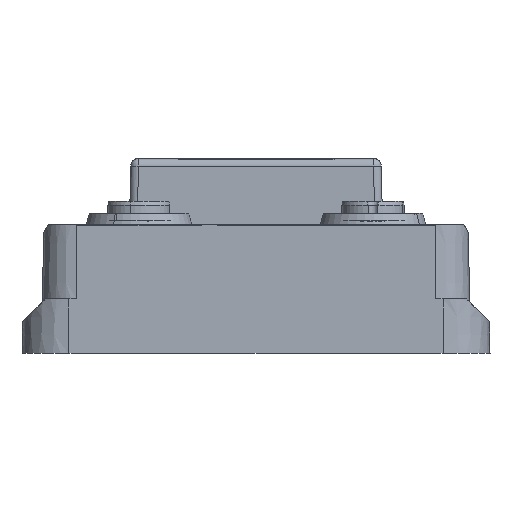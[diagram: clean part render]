
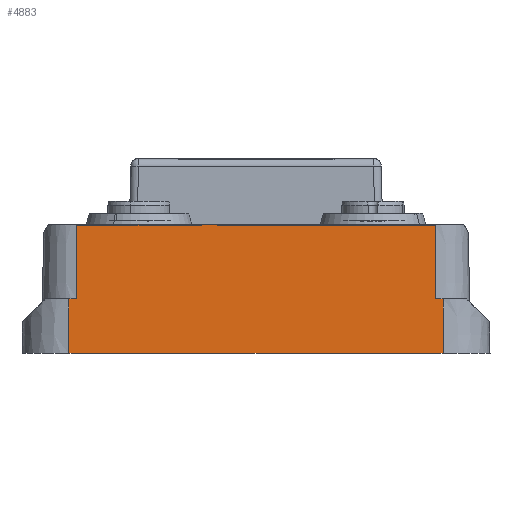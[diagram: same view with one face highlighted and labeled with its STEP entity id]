
A CAD part, front view. The second image highlights one B-rep face of the part: STEP entity #4883.
In plain terms, the highlighted planar face has unit normal (0, -1, 0.018).
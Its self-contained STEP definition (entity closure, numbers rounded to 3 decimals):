
#4815=AXIS2_PLACEMENT_3D('Plane Axis2P3D',#4812,#4813,#4814) ;
#1146=CARTESIAN_POINT('Vertex',(7.,0.288,16.5)) ;
#1149=CARTESIAN_POINT('Line Origine',(30.,0.288,16.5)) ;
#1153=CARTESIAN_POINT('Vertex',(53.,0.288,16.5)) ;
#4775=CARTESIAN_POINT('Line Origine',(53.,0.144,8.25)) ;
#4779=CARTESIAN_POINT('Vertex',(53.,0.122,7.)) ;
#4812=CARTESIAN_POINT('Axis2P3D Location',(60.,0.,0.)) ;
#4817=CARTESIAN_POINT('Line Origine',(30.,0.,0.)) ;
#4821=CARTESIAN_POINT('Vertex',(54.,0.,0.)) ;
#4823=CARTESIAN_POINT('Vertex',(53.,0.,0.)) ;
#4826=CARTESIAN_POINT('Line Origine',(54.,0.061,3.5)) ;
#4830=CARTESIAN_POINT('Vertex',(54.,0.122,7.)) ;
#4833=CARTESIAN_POINT('Line Origine',(30.,0.122,7.)) ;
#4838=CARTESIAN_POINT('Line Origine',(7.,0.061,3.5)) ;
#4842=CARTESIAN_POINT('Vertex',(7.,0.122,7.)) ;
#4845=CARTESIAN_POINT('Line Origine',(30.,0.122,7.)) ;
#4849=CARTESIAN_POINT('Vertex',(6.,0.122,7.)) ;
#4852=CARTESIAN_POINT('Line Origine',(6.,0.061,3.5)) ;
#4856=CARTESIAN_POINT('Vertex',(6.,0.,0.)) ;
#4859=CARTESIAN_POINT('Line Origine',(30.,0.,0.)) ;
#4863=CARTESIAN_POINT('Vertex',(7.,0.,0.)) ;
#4866=CARTESIAN_POINT('Line Origine',(30.,0.,0.)) ;
#1150=DIRECTION('Vector Direction',(1.,0.,0.)) ;
#4776=DIRECTION('Vector Direction',(0.,-0.017,-1.)) ;
#4813=DIRECTION('Axis2P3D Direction',(0.,-1.,0.017)) ;
#4814=DIRECTION('Axis2P3D XDirection',(-1.,0.,0.)) ;
#4818=DIRECTION('Vector Direction',(-1.,0.,0.)) ;
#4827=DIRECTION('Vector Direction',(0.,-0.017,-1.)) ;
#4834=DIRECTION('Vector Direction',(-1.,0.,0.)) ;
#4839=DIRECTION('Vector Direction',(0.,-0.017,-1.)) ;
#4846=DIRECTION('Vector Direction',(-1.,0.,0.)) ;
#4853=DIRECTION('Vector Direction',(0.,-0.017,-1.)) ;
#4860=DIRECTION('Vector Direction',(-1.,0.,0.)) ;
#4867=DIRECTION('Vector Direction',(-1.,0.,0.)) ;
#1151=VECTOR('Line Direction',#1150,1.) ;
#4777=VECTOR('Line Direction',#4776,1.) ;
#4819=VECTOR('Line Direction',#4818,1.) ;
#4828=VECTOR('Line Direction',#4827,1.) ;
#4835=VECTOR('Line Direction',#4834,1.) ;
#4840=VECTOR('Line Direction',#4839,1.) ;
#4847=VECTOR('Line Direction',#4846,1.) ;
#4854=VECTOR('Line Direction',#4853,1.) ;
#4861=VECTOR('Line Direction',#4860,1.) ;
#4868=VECTOR('Line Direction',#4867,1.) ;
#4872=ORIENTED_EDGE('',*,*,#4825,.F.) ;
#4873=ORIENTED_EDGE('',*,*,#4832,.T.) ;
#4874=ORIENTED_EDGE('',*,*,#4837,.F.) ;
#4875=ORIENTED_EDGE('',*,*,#4781,.T.) ;
#4876=ORIENTED_EDGE('',*,*,#1155,.F.) ;
#4877=ORIENTED_EDGE('',*,*,#4844,.F.) ;
#4878=ORIENTED_EDGE('',*,*,#4851,.F.) ;
#4879=ORIENTED_EDGE('',*,*,#4858,.F.) ;
#4880=ORIENTED_EDGE('',*,*,#4865,.F.) ;
#4881=ORIENTED_EDGE('',*,*,#4870,.F.) ;
#4883=ADVANCED_FACE('326747.1\\427559.1\\Gehaeuse',(#4882),#4816,.T.) ;
#1155=EDGE_CURVE('',#1147,#1154,#1152,.T.) ;
#4781=EDGE_CURVE('',#4780,#1154,#4778,.F.) ;
#4825=EDGE_CURVE('',#4822,#4824,#4820,.T.) ;
#4832=EDGE_CURVE('',#4822,#4831,#4829,.F.) ;
#4837=EDGE_CURVE('',#4780,#4831,#4836,.F.) ;
#4844=EDGE_CURVE('',#4843,#1147,#4841,.F.) ;
#4851=EDGE_CURVE('',#4850,#4843,#4848,.F.) ;
#4858=EDGE_CURVE('',#4857,#4850,#4855,.F.) ;
#4865=EDGE_CURVE('',#4864,#4857,#4862,.T.) ;
#4870=EDGE_CURVE('',#4824,#4864,#4869,.T.) ;
#4871=EDGE_LOOP('',(#4872,#4873,#4874,#4875,#4876,#4877,#4878,#4879,#4880,#4881)) ;
#4882=FACE_OUTER_BOUND('',#4871,.T.) ;
#1152=LINE('Line',#1149,#1151) ;
#4778=LINE('Line',#4775,#4777) ;
#4820=LINE('Line',#4817,#4819) ;
#4829=LINE('Line',#4826,#4828) ;
#4836=LINE('Line',#4833,#4835) ;
#4841=LINE('Line',#4838,#4840) ;
#4848=LINE('Line',#4845,#4847) ;
#4855=LINE('Line',#4852,#4854) ;
#4862=LINE('Line',#4859,#4861) ;
#4869=LINE('Line',#4866,#4868) ;
#4816=PLANE('',#4815) ;
#1147=VERTEX_POINT('',#1146) ;
#1154=VERTEX_POINT('',#1153) ;
#4780=VERTEX_POINT('',#4779) ;
#4822=VERTEX_POINT('',#4821) ;
#4824=VERTEX_POINT('',#4823) ;
#4831=VERTEX_POINT('',#4830) ;
#4843=VERTEX_POINT('',#4842) ;
#4850=VERTEX_POINT('',#4849) ;
#4857=VERTEX_POINT('',#4856) ;
#4864=VERTEX_POINT('',#4863) ;
